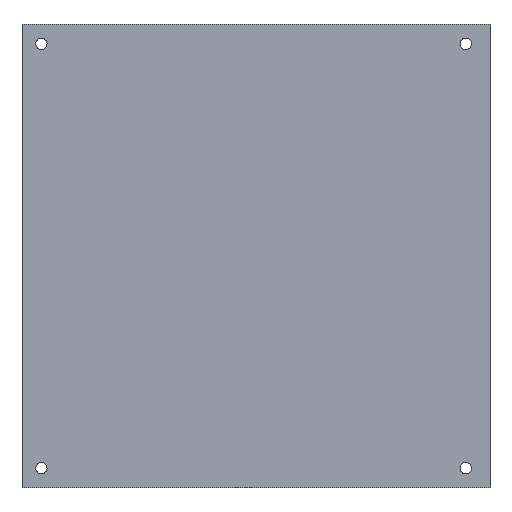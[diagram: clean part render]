
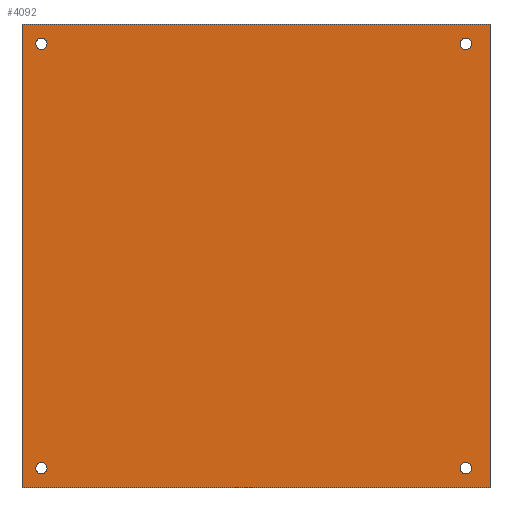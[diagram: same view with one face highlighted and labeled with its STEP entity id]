
A CAD part, left-side view. The second image highlights one B-rep face of the part: STEP entity #4092.
In plain terms, the highlighted planar face has unit normal (-1, 0, 0).
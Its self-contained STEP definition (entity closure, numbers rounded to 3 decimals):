
#135=FACE_BOUND('',#659,.T.);
#136=FACE_BOUND('',#660,.T.);
#137=FACE_BOUND('',#661,.T.);
#138=FACE_BOUND('',#662,.T.);
#251=CIRCLE('',#4441,1.45);
#253=CIRCLE('',#4444,1.45);
#255=CIRCLE('',#4447,1.45);
#257=CIRCLE('',#4450,1.45);
#402=FACE_OUTER_BOUND('',#658,.T.);
#658=EDGE_LOOP('',(#3467,#3468,#3469,#3470));
#659=EDGE_LOOP('',(#3471));
#660=EDGE_LOOP('',(#3472));
#661=EDGE_LOOP('',(#3473));
#662=EDGE_LOOP('',(#3474));
#1037=LINE('',#6523,#1497);
#1040=LINE('',#6528,#1500);
#1042=LINE('',#6532,#1502);
#1044=LINE('',#6535,#1504);
#1497=VECTOR('',#5358,10.);
#1500=VECTOR('',#5363,10.);
#1502=VECTOR('',#5367,10.);
#1504=VECTOR('',#5371,10.);
#1924=VERTEX_POINT('',#6474);
#1926=VERTEX_POINT('',#6480);
#1928=VERTEX_POINT('',#6486);
#1930=VERTEX_POINT('',#6492);
#1939=VERTEX_POINT('',#6521);
#1940=VERTEX_POINT('',#6522);
#1941=VERTEX_POINT('',#6527);
#1942=VERTEX_POINT('',#6531);
#2440=EDGE_CURVE('',#1924,#1924,#251,.T.);
#2443=EDGE_CURVE('',#1926,#1926,#253,.T.);
#2446=EDGE_CURVE('',#1928,#1928,#255,.F.);
#2449=EDGE_CURVE('',#1930,#1930,#257,.T.);
#2463=EDGE_CURVE('',#1939,#1940,#1037,.T.);
#2466=EDGE_CURVE('',#1940,#1941,#1040,.T.);
#2468=EDGE_CURVE('',#1941,#1942,#1042,.T.);
#2470=EDGE_CURVE('',#1942,#1939,#1044,.T.);
#3467=ORIENTED_EDGE('',*,*,#2470,.T.);
#3468=ORIENTED_EDGE('',*,*,#2463,.T.);
#3469=ORIENTED_EDGE('',*,*,#2466,.T.);
#3470=ORIENTED_EDGE('',*,*,#2468,.T.);
#3471=ORIENTED_EDGE('',*,*,#2440,.T.);
#3472=ORIENTED_EDGE('',*,*,#2443,.T.);
#3473=ORIENTED_EDGE('',*,*,#2446,.T.);
#3474=ORIENTED_EDGE('',*,*,#2449,.T.);
#3870=PLANE('',#4461);
#4092=ADVANCED_FACE('',(#402,#135,#136,#137,#138),#3870,.F.);
#4441=AXIS2_PLACEMENT_3D('',#6475,#5309,#5310);
#4444=AXIS2_PLACEMENT_3D('',#6481,#5316,#5317);
#4447=AXIS2_PLACEMENT_3D('',#6487,#5323,#5324);
#4450=AXIS2_PLACEMENT_3D('',#6493,#5330,#5331);
#4461=AXIS2_PLACEMENT_3D('',#6536,#5372,#5373);
#5309=DIRECTION('center_axis',(1.,0.,0.));
#5310=DIRECTION('ref_axis',(0.,0.,-1.));
#5316=DIRECTION('center_axis',(1.,0.,0.));
#5317=DIRECTION('ref_axis',(0.,0.,-1.));
#5323=DIRECTION('center_axis',(-1.,0.,0.));
#5324=DIRECTION('ref_axis',(0.,0.,-1.));
#5330=DIRECTION('center_axis',(1.,0.,0.));
#5331=DIRECTION('ref_axis',(0.,0.342,-0.94));
#5358=DIRECTION('',(0.,1.,0.));
#5363=DIRECTION('',(0.,0.,-1.));
#5367=DIRECTION('',(0.,-1.,0.));
#5371=DIRECTION('',(0.,0.,1.));
#5372=DIRECTION('center_axis',(1.,0.,0.));
#5373=DIRECTION('ref_axis',(0.,0.,-1.));
#6474=CARTESIAN_POINT('',(0.,44.481,-8.353));
#6475=CARTESIAN_POINT('Origin',(0.,44.481,-9.803));
#6480=CARTESIAN_POINT('',(0.,-65.019,-8.353));
#6481=CARTESIAN_POINT('Origin',(0.,-65.019,-9.803));
#6486=CARTESIAN_POINT('',(0.,44.481,101.147));
#6487=CARTESIAN_POINT('Origin',(0.,44.481,99.697));
#6492=CARTESIAN_POINT('',(0.,-65.515,101.059));
#6493=CARTESIAN_POINT('Origin',(0.,-65.019,99.697));
#6521=CARTESIAN_POINT('',(0.,-71.261,104.697));
#6522=CARTESIAN_POINT('',(0.,49.481,104.697));
#6523=CARTESIAN_POINT('',(0.,-71.261,104.697));
#6527=CARTESIAN_POINT('',(0.,49.481,-14.803));
#6528=CARTESIAN_POINT('',(0.,49.481,104.697));
#6531=CARTESIAN_POINT('',(0.,-71.261,-14.803));
#6532=CARTESIAN_POINT('',(0.,49.481,-14.803));
#6535=CARTESIAN_POINT('',(0.,-71.261,-14.803));
#6536=CARTESIAN_POINT('Origin',(0.,-65.107,-10.019));
